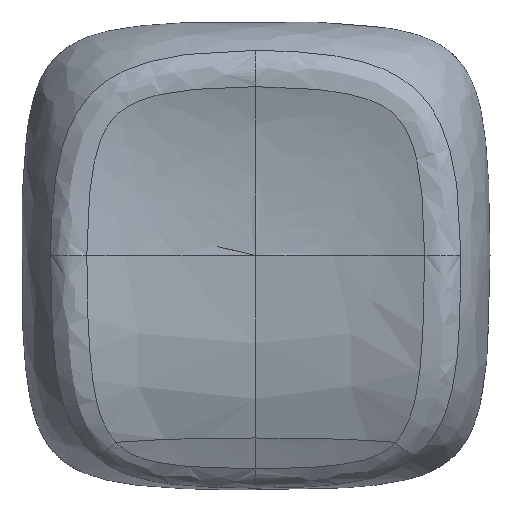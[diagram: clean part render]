
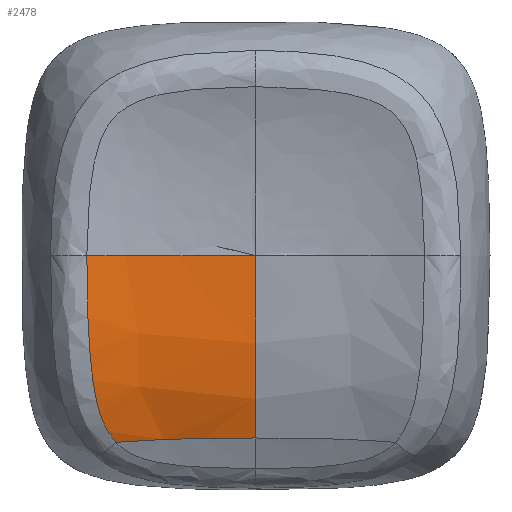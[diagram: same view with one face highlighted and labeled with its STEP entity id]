
A CAD part, top view. The second image highlights one B-rep face of the part: STEP entity #2478.
In plain terms, the highlighted free-form (B-spline) face has degree [3, 3] with [5, 5] control points.
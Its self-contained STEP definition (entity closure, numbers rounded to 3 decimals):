
#18=(
BOUNDED_CURVE()
B_SPLINE_CURVE(5,(#25336,#25337,#25338,#25339,#25340,#25341,#25342,#25343,
#25344,#25345),.UNSPECIFIED.,.F.,.F.)
B_SPLINE_CURVE_WITH_KNOTS((6,1,1,1,1,6),(0.176,0.2,0.4,0.6,
0.8,1.),.UNSPECIFIED.)
CURVE()
GEOMETRIC_REPRESENTATION_ITEM()
RATIONAL_B_SPLINE_CURVE((1.,1.,1.,1.,1.,1.,1.,1.,1.,1.))
REPRESENTATION_ITEM('')
);
#19=(
BOUNDED_CURVE()
B_SPLINE_CURVE(5,(#25618,#25619,#25620,#25621,#25622,#25623,#25624,#25625,
#25626),.UNSPECIFIED.,.F.,.F.)
B_SPLINE_CURVE_WITH_KNOTS((6,1,1,1,6),(0.39,0.4,0.6,0.8,1.),
 .UNSPECIFIED.)
CURVE()
GEOMETRIC_REPRESENTATION_ITEM()
RATIONAL_B_SPLINE_CURVE((1.,1.,1.,1.,1.,1.,1.,1.,1.))
REPRESENTATION_ITEM('')
);
#320=FACE_OUTER_BOUND('',#481,.T.);
#481=EDGE_LOOP('',(#2199,#2200,#2201,#2202));
#807=B_SPLINE_CURVE_WITH_KNOTS('',3,(#24976,#24977,#24978,#24979,#24980,
#24981,#24982,#24983),.UNSPECIFIED.,.F.,.F.,(4,1,1,1,1,4),(0.,0.102,
0.204,0.305,0.509,0.713),
 .UNSPECIFIED.);
#810=B_SPLINE_CURVE_WITH_KNOTS('',3,(#25242,#25243,#25244,#25245,#25246),
 .UNSPECIFIED.,.F.,.F.,(4,1,4),(0.,0.571,1.),.UNSPECIFIED.);
#1038=VERTEX_POINT('',#24675);
#1045=VERTEX_POINT('',#24911);
#1048=VERTEX_POINT('',#25230);
#1049=VERTEX_POINT('',#25241);
#1425=EDGE_CURVE('',#1045,#1038,#807,.T.);
#1429=EDGE_CURVE('',#1048,#1049,#810,.T.);
#1432=EDGE_CURVE('',#1038,#1048,#18,.T.);
#1435=EDGE_CURVE('',#1045,#1049,#19,.T.);
#2199=ORIENTED_EDGE('',*,*,#1425,.F.);
#2200=ORIENTED_EDGE('',*,*,#1435,.T.);
#2201=ORIENTED_EDGE('',*,*,#1429,.F.);
#2202=ORIENTED_EDGE('',*,*,#1432,.F.);
#2322=B_SPLINE_SURFACE_WITH_KNOTS('',3,3,((#25593,#25594,#25595,#25596,
#25597),(#25598,#25599,#25600,#25601,#25602),(#25603,#25604,#25605,#25606,
#25607),(#25608,#25609,#25610,#25611,#25612),(#25613,#25614,#25615,#25616,
#25617)),.UNSPECIFIED.,.F.,.F.,.F.,(4,1,4),(4,1,4),(0.176,0.529,
1.),(0.,0.571,1.),.UNSPECIFIED.);
#2478=ADVANCED_FACE('',(#320),#2322,.F.);
#24675=CARTESIAN_POINT('',(-6.484,0.,5.536));
#24911=CARTESIAN_POINT('',(-5.372,-7.167,4.215));
#24976=CARTESIAN_POINT('Ctrl Pts',(-5.372,-7.167,4.215));
#24977=CARTESIAN_POINT('Ctrl Pts',(-5.587,-6.925,
4.362));
#24978=CARTESIAN_POINT('Ctrl Pts',(-5.929,-6.336,
4.66));
#24979=CARTESIAN_POINT('Ctrl Pts',(-6.188,-5.32,
5.003));
#24980=CARTESIAN_POINT('Ctrl Pts',(-6.379,-3.873,
5.326));
#24981=CARTESIAN_POINT('Ctrl Pts',(-6.461,-2.09,
5.504));
#24982=CARTESIAN_POINT('Ctrl Pts',(-6.484,-0.694,
5.536));
#24983=CARTESIAN_POINT('Ctrl Pts',(-6.484,0.,
5.536));
#25230=CARTESIAN_POINT('',(0.,0.,4.8));
#25241=CARTESIAN_POINT('',(0.,-7.,3.8));
#25242=CARTESIAN_POINT('Ctrl Pts',(0.,0.,
4.8));
#25243=CARTESIAN_POINT('Ctrl Pts',(0.,-2.41,
4.8));
#25244=CARTESIAN_POINT('Ctrl Pts',(0.,-4.949,
4.503));
#25245=CARTESIAN_POINT('Ctrl Pts',(0.,-6.448,
4.022));
#25246=CARTESIAN_POINT('Ctrl Pts',(0.,-7.,
3.8));
#25336=CARTESIAN_POINT('Ctrl Pts',(-6.484,0.,
5.536));
#25337=CARTESIAN_POINT('Ctrl Pts',(-6.462,0.,
5.529));
#25338=CARTESIAN_POINT('Ctrl Pts',(-6.25,0.,
5.465));
#25339=CARTESIAN_POINT('Ctrl Pts',(-5.83,0.,
5.347));
#25340=CARTESIAN_POINT('Ctrl Pts',(-5.151,0.,
5.184));
#25341=CARTESIAN_POINT('Ctrl Pts',(-4.1,0.,
4.995));
#25342=CARTESIAN_POINT('Ctrl Pts',(-2.767,0.,
4.864));
#25343=CARTESIAN_POINT('Ctrl Pts',(-1.503,0.,
4.812));
#25344=CARTESIAN_POINT('Ctrl Pts',(-0.524,0.,
4.8));
#25345=CARTESIAN_POINT('Ctrl Pts',(0.,0.,
4.8));
#25593=CARTESIAN_POINT('Ctrl Pts',(-6.484,0.,
5.536));
#25594=CARTESIAN_POINT('Ctrl Pts',(-6.484,-2.442,
5.536));
#25595=CARTESIAN_POINT('Ctrl Pts',(-6.484,-5.091,
5.232));
#25596=CARTESIAN_POINT('Ctrl Pts',(-6.484,-6.677,
4.724));
#25597=CARTESIAN_POINT('Ctrl Pts',(-6.484,-7.275,
4.483));
#25598=CARTESIAN_POINT('Ctrl Pts',(-5.932,0.,
5.367));
#25599=CARTESIAN_POINT('Ctrl Pts',(-5.932,-2.435,
5.367));
#25600=CARTESIAN_POINT('Ctrl Pts',(-5.932,-5.059,
5.064));
#25601=CARTESIAN_POINT('Ctrl Pts',(-5.932,-6.624,4.563));
#25602=CARTESIAN_POINT('Ctrl Pts',(-5.932,-7.212,
4.326));
#25603=CARTESIAN_POINT('Ctrl Pts',(-4.475,0.,
5.001));
#25604=CARTESIAN_POINT('Ctrl Pts',(-4.475,-2.419,
5.001));
#25605=CARTESIAN_POINT('Ctrl Pts',(-4.475,-4.988,4.702));
#25606=CARTESIAN_POINT('Ctrl Pts',(-4.475,-6.51,
4.214));
#25607=CARTESIAN_POINT('Ctrl Pts',(-4.475,-7.075,
3.987));
#25608=CARTESIAN_POINT('Ctrl Pts',(-2.054,0.,
4.8));
#25609=CARTESIAN_POINT('Ctrl Pts',(-2.054,-2.41,
4.8));
#25610=CARTESIAN_POINT('Ctrl Pts',(-2.054,-4.949,
4.503));
#25611=CARTESIAN_POINT('Ctrl Pts',(-2.054,-6.448,
4.022));
#25612=CARTESIAN_POINT('Ctrl Pts',(-2.054,-7.,
3.8));
#25613=CARTESIAN_POINT('Ctrl Pts',(0.,0.,
4.8));
#25614=CARTESIAN_POINT('Ctrl Pts',(0.,-2.41,
4.8));
#25615=CARTESIAN_POINT('Ctrl Pts',(0.,-4.949,
4.503));
#25616=CARTESIAN_POINT('Ctrl Pts',(0.,-6.448,
4.022));
#25617=CARTESIAN_POINT('Ctrl Pts',(0.,-7.,
3.8));
#25618=CARTESIAN_POINT('Ctrl Pts',(-5.372,-7.167,4.215));
#25619=CARTESIAN_POINT('Ctrl Pts',(-5.361,-7.166,4.212));
#25620=CARTESIAN_POINT('Ctrl Pts',(-5.118,-7.146,
4.164));
#25621=CARTESIAN_POINT('Ctrl Pts',(-4.618,-7.11,4.073));
#25622=CARTESIAN_POINT('Ctrl Pts',(-3.783,-7.061,
3.952));
#25623=CARTESIAN_POINT('Ctrl Pts',(-2.767,-7.024,
3.86));
#25624=CARTESIAN_POINT('Ctrl Pts',(-1.503,-7.004,
3.811));
#25625=CARTESIAN_POINT('Ctrl Pts',(-0.524,-7.,
3.8));
#25626=CARTESIAN_POINT('Ctrl Pts',(0.,-7.,
3.8));
